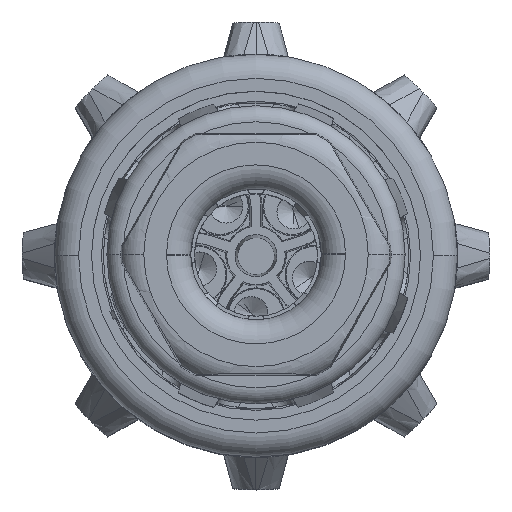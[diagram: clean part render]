
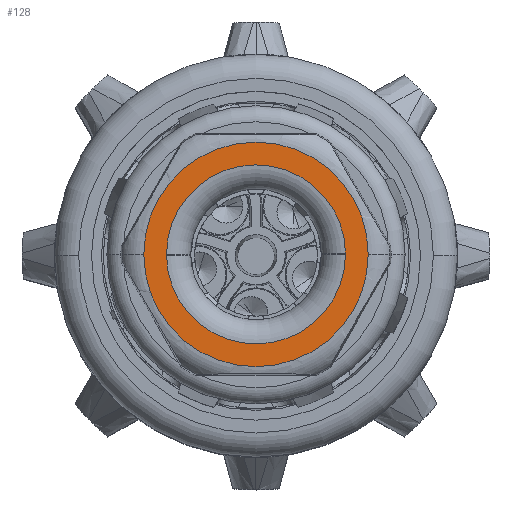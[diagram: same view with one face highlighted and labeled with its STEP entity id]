
A CAD part, top view. The second image highlights one B-rep face of the part: STEP entity #128.
In plain terms, the highlighted planar face has unit normal (0, 0, 1).
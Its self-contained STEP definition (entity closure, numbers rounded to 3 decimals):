
#128=ADVANCED_FACE('',(#4379,#4380),#4381,.T.);
#4379=FACE_OUTER_BOUND('',#12982,.T.);
#4380=FACE_BOUND('',#12983,.T.);
#4381=PLANE('',#12984);
#12982=EDGE_LOOP('',(#26569,#26570));
#12983=EDGE_LOOP('',(#26571,#26572,#26573,#26574));
#12984=AXIS2_PLACEMENT_3D('',#26575,#26576,#26577);
#26569=ORIENTED_EDGE('',*,*,#61888,.T.);
#26570=ORIENTED_EDGE('',*,*,#61889,.T.);
#26571=ORIENTED_EDGE('',*,*,#61890,.T.);
#26572=ORIENTED_EDGE('',*,*,#61218,.T.);
#26573=ORIENTED_EDGE('',*,*,#61891,.T.);
#26574=ORIENTED_EDGE('',*,*,#61221,.T.);
#26575=CARTESIAN_POINT('',(0.0,0.0,27.0));
#26576=DIRECTION('',(0.0,0.0,1.0));
#26577=DIRECTION('',(1.0,0.0,0.0));
#61218=EDGE_CURVE('',#73296,#73294,#73297,.T.);
#61221=EDGE_CURVE('',#73301,#73299,#73302,.T.);
#61888=EDGE_CURVE('',#74596,#74598,#74600,.T.);
#61889=EDGE_CURVE('',#74598,#74596,#74601,.T.);
#61890=EDGE_CURVE('',#73299,#73296,#74602,.T.);
#61891=EDGE_CURVE('',#73294,#73301,#74603,.T.);
#73294=VERTEX_POINT('',#93501);
#73296=VERTEX_POINT('',#93503);
#73297=CIRCLE('',#93504,11.105);
#73299=VERTEX_POINT('',#93506);
#73301=VERTEX_POINT('',#93508);
#73302=CIRCLE('',#93509,11.105);
#74596=VERTEX_POINT('',#96314);
#74598=VERTEX_POINT('',#96316);
#74600=CIRCLE('',#96318,13.922);
#74601=CIRCLE('',#96319,13.922);
#74602=CIRCLE('',#96320,11.105);
#74603=CIRCLE('',#96321,11.105);
#93501=CARTESIAN_POINT('',(11.105,0.0,27.0));
#93503=CARTESIAN_POINT('',(11.104,0.165,27.0));
#93504=AXIS2_PLACEMENT_3D('',#130393,#130394,#130395);
#93506=CARTESIAN_POINT('',(-11.105,0.0,27.0));
#93508=CARTESIAN_POINT('',(-11.104,-0.165,27.0));
#93509=AXIS2_PLACEMENT_3D('',#130402,#130403,#130404);
#96314=CARTESIAN_POINT('',(13.922,0.0,27.0));
#96316=CARTESIAN_POINT('',(-13.922,0.0,27.0));
#96318=AXIS2_PLACEMENT_3D('',#130968,#130969,#130970);
#96319=AXIS2_PLACEMENT_3D('',#130971,#130972,#130973);
#96320=AXIS2_PLACEMENT_3D('',#130974,#130975,#130976);
#96321=AXIS2_PLACEMENT_3D('',#130977,#130978,#130979);
#130393=CARTESIAN_POINT('',(0.0,0.0,27.0));
#130394=DIRECTION('',(0.0,0.0,-1.0));
#130395=DIRECTION('',(-1.0,0.0,0.0));
#130402=CARTESIAN_POINT('',(0.0,0.0,27.0));
#130403=DIRECTION('',(0.0,0.0,-1.0));
#130404=DIRECTION('',(1.0,0.0,0.0));
#130968=CARTESIAN_POINT('',(0.0,0.0,27.0));
#130969=DIRECTION('',(0.0,0.0,1.0));
#130970=DIRECTION('',(1.0,0.0,0.0));
#130971=CARTESIAN_POINT('',(0.0,0.0,27.0));
#130972=DIRECTION('',(0.0,0.0,1.0));
#130973=DIRECTION('',(-1.0,0.0,0.0));
#130974=CARTESIAN_POINT('',(0.0,0.0,27.0));
#130975=DIRECTION('',(0.0,0.0,-1.0));
#130976=DIRECTION('',(-1.0,0.0,0.0));
#130977=CARTESIAN_POINT('',(0.0,0.0,27.0));
#130978=DIRECTION('',(0.0,0.0,-1.0));
#130979=DIRECTION('',(1.0,0.0,0.0));
